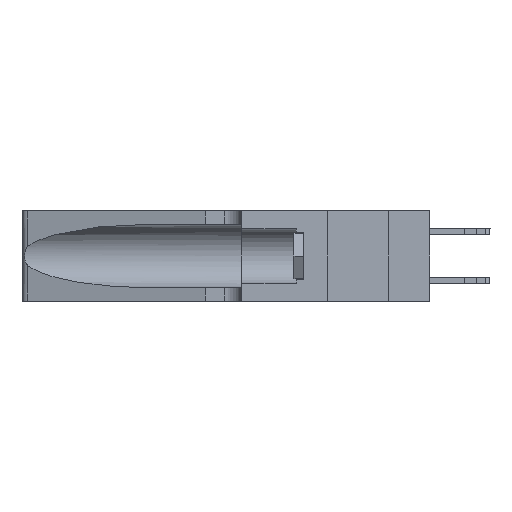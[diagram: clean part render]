
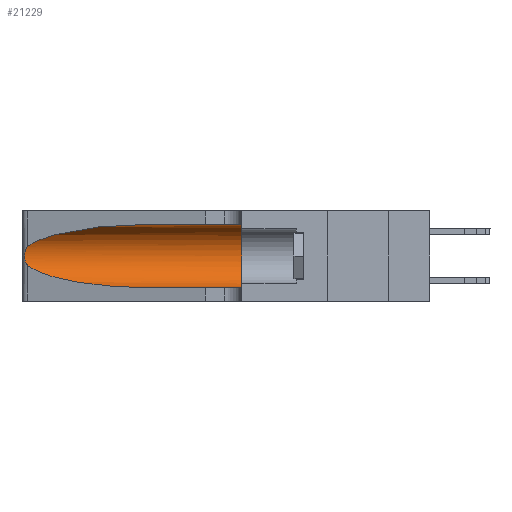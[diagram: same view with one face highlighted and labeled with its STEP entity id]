
A CAD part, left-side view. The second image highlights one B-rep face of the part: STEP entity #21229.
In plain terms, the highlighted cylindrical face has radius 3.308 mm (diameter 6.617 mm), a partial arc.
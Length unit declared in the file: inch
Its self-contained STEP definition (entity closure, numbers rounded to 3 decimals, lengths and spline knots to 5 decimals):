
#25 = EDGE_CURVE ( 'NONE', #32440, #5789, #2158, .T. ) ;
#425 = CYLINDRICAL_SURFACE ( 'NONE', #35464, 0.13025 ) ;
#1366 = CARTESIAN_POINT ( 'NONE',  ( 0.26018, 1.23835, 0.19895 ) ) ;
#1602 = CARTESIAN_POINT ( 'NONE',  ( 0.25487, 1.22718, 0.22369 ) ) ;
#1985 = CARTESIAN_POINT ( 'NONE',  ( 0.25555, 1.22993, 0.14849 ) ) ;
#2127 = VERTEX_POINT ( 'NONE', #13454 ) ;
#2158 = CIRCLE ( 'NONE', #25007, 0.13025 ) ;
#2226 = CARTESIAN_POINT ( 'NONE',  ( 0.25487, 1.22718, 0.14631 ) ) ;
#2253 = ORIENTED_EDGE ( 'NONE', *, *, #29378, .T. ) ;
#2502 = B_SPLINE_CURVE_WITH_KNOTS ( 'NONE', 3,
 ( #35580, #4128, #27259, #26989, #35715, #1366, #32935, #21390, #7251, #18641, #16037, #10851, #1985, #2226 ),
 .UNSPECIFIED., .F., .F.,
 ( 4, 2, 2, 2, 2, 2, 4 ),
 ( 0., 0.00027, 0.00053, 0.00107, 0.0016, 0.00187, 0.00214 ),
 .UNSPECIFIED. ) ;
#3555 = LINE ( 'NONE', #5170, #29491 ) ;
#4128 = CARTESIAN_POINT ( 'NONE',  ( 0.25555, 1.22994, 0.2215 ) ) ;
#5061 = EDGE_LOOP ( 'NONE', ( #2253, #34261, #29851, #24211, #15219, #10003 ) ) ;
#5088 = CARTESIAN_POINT ( 'NONE',  ( 0.25487, 1.22718, 0.22369 ) ) ;
#5170 = CARTESIAN_POINT ( 'NONE',  ( 0.1305, 1.61858, 0.31525 ) ) ;
#5789 = VERTEX_POINT ( 'NONE', #35493 ) ;
#6648 = DIRECTION ( 'NONE',  ( 0., 1., 0. ) ) ;
#7251 = CARTESIAN_POINT ( 'NONE',  ( 0.26017, 1.23833, 0.17102 ) ) ;
#9617 = EDGE_CURVE ( 'NONE', #10123, #32440, #3555, .T. ) ;
#10003 = ORIENTED_EDGE ( 'NONE', *, *, #9617, .F. ) ;
#10123 = VERTEX_POINT ( 'NONE', #23221 ) ;
#10528 = LINE ( 'NONE', #17827, #13226 ) ;
#10851 = CARTESIAN_POINT ( 'NONE',  ( 0.25639, 1.23186, 0.15144 ) ) ;
#11393 = DIRECTION ( 'NONE',  ( 0., -1., 0. ) ) ;
#11397 = DIRECTION ( 'NONE',  ( 0., -1., 0. ) ) ;
#13226 = VECTOR ( 'NONE', #31971, 39.37008 ) ;
#13454 = CARTESIAN_POINT ( 'NONE',  ( 0.1305, 0.72297, 0.05475 ) ) ;
#13951 =( BOUNDED_CURVE ( )  B_SPLINE_CURVE ( 3, ( #18499, #21377, #18995, #33272 ),
 .UNSPECIFIED., .F., .T. ) 
 B_SPLINE_CURVE_WITH_KNOTS ( ( 4, 4 ),
 ( 3.44316, 4.71239 ),
 .UNSPECIFIED. ) 
 CURVE ( )  GEOMETRIC_REPRESENTATION_ITEM ( )  RATIONAL_B_SPLINE_CURVE ( ( 1., 0.87, 0.87, 1. ) ) 
 REPRESENTATION_ITEM ( '' )  );
#15219 = ORIENTED_EDGE ( 'NONE', *, *, #25, .F. ) ;
#16037 = CARTESIAN_POINT ( 'NONE',  ( 0.25789, 1.23486, 0.15765 ) ) ;
#17559 = EDGE_CURVE ( 'NONE', #2127, #5789, #10528, .T. ) ;
#17773 = CARTESIAN_POINT ( 'NONE',  ( 0.25487, 1.22718, 0.14631 ) ) ;
#17827 = CARTESIAN_POINT ( 'NONE',  ( 0.1305, 1.61858, 0.05475 ) ) ;
#17994 = CARTESIAN_POINT ( 'NONE',  ( 0.18966, 0.96281, 0.31525 ) ) ;
#18499 = CARTESIAN_POINT ( 'NONE',  ( 0.25487, 1.22718, 0.14631 ) ) ;
#18620 = CARTESIAN_POINT ( 'NONE',  ( 0.2373, 1.15595, 0.28018 ) ) ;
#18641 = CARTESIAN_POINT ( 'NONE',  ( 0.25856, 1.23593, 0.16098 ) ) ;
#18995 = CARTESIAN_POINT ( 'NONE',  ( 0.18966, 0.96281, 0.05475 ) ) ;
#21028 = DIRECTION ( 'NONE',  ( 0., 0., 1. ) ) ;
#21229 = ADVANCED_FACE ( 'NONE', ( #32738 ), #425, .F. ) ;
#21377 = CARTESIAN_POINT ( 'NONE',  ( 0.2373, 1.15595, 0.08982 ) ) ;
#21390 = CARTESIAN_POINT ( 'NONE',  ( 0.26075, 1.23896, 0.178 ) ) ;
#22796 = CARTESIAN_POINT ( 'NONE',  ( 0.1305, 1.61858, 0.185 ) ) ;
#23221 = CARTESIAN_POINT ( 'NONE',  ( 0.1305, 0.72297, 0.31525 ) ) ;
#24211 = ORIENTED_EDGE ( 'NONE', *, *, #17559, .T. ) ;
#24935 = VERTEX_POINT ( 'NONE', #17773 ) ;
#25007 = AXIS2_PLACEMENT_3D ( 'NONE', #32461, #6648, #21028 ) ;
#25157 = EDGE_CURVE ( 'NONE', #24935, #2127, #13951, .T. ) ;
#26989 = CARTESIAN_POINT ( 'NONE',  ( 0.25787, 1.23484, 0.2124 ) ) ;
#27259 = CARTESIAN_POINT ( 'NONE',  ( 0.25639, 1.23184, 0.21858 ) ) ;
#27850 = VERTEX_POINT ( 'NONE', #5088 ) ;
#29378 = EDGE_CURVE ( 'NONE', #10123, #27850, #33502, .T. ) ;
#29491 = VECTOR ( 'NONE', #11393, 39.37008 ) ;
#29851 = ORIENTED_EDGE ( 'NONE', *, *, #25157, .T. ) ;
#31450 = DIRECTION ( 'NONE',  ( 0., 0., -1. ) ) ;
#31971 = DIRECTION ( 'NONE',  ( 0., -1., 0. ) ) ;
#32440 = VERTEX_POINT ( 'NONE', #36289 ) ;
#32461 = CARTESIAN_POINT ( 'NONE',  ( 0.1305, 0.35, 0.185 ) ) ;
#32738 = FACE_OUTER_BOUND ( 'NONE', #5061, .T. ) ;
#32935 = CARTESIAN_POINT ( 'NONE',  ( 0.26075, 1.23896, 0.19203 ) ) ;
#33272 = CARTESIAN_POINT ( 'NONE',  ( 0.1305, 0.72297, 0.05475 ) ) ;
#33502 =( BOUNDED_CURVE ( )  B_SPLINE_CURVE ( 3, ( #35424, #17994, #18620, #1602 ),
 .UNSPECIFIED., .F., .F. ) 
 B_SPLINE_CURVE_WITH_KNOTS ( ( 4, 4 ),
 ( 1.5708, 2.84003 ),
 .UNSPECIFIED. ) 
 CURVE ( )  GEOMETRIC_REPRESENTATION_ITEM ( )  RATIONAL_B_SPLINE_CURVE ( ( 1., 0.87, 0.87, 1. ) ) 
 REPRESENTATION_ITEM ( '' )  );
#33989 = EDGE_CURVE ( 'NONE', #27850, #24935, #2502, .T. ) ;
#34261 = ORIENTED_EDGE ( 'NONE', *, *, #33989, .T. ) ;
#35424 = CARTESIAN_POINT ( 'NONE',  ( 0.1305, 0.72297, 0.31525 ) ) ;
#35464 = AXIS2_PLACEMENT_3D ( 'NONE', #22796, #11397, #31450 ) ;
#35493 = CARTESIAN_POINT ( 'NONE',  ( 0.1305, 0.35, 0.05475 ) ) ;
#35580 = CARTESIAN_POINT ( 'NONE',  ( 0.25487, 1.22718, 0.22369 ) ) ;
#35715 = CARTESIAN_POINT ( 'NONE',  ( 0.25854, 1.2359, 0.20912 ) ) ;
#36289 = CARTESIAN_POINT ( 'NONE',  ( 0.1305, 0.35, 0.31525 ) ) ;
